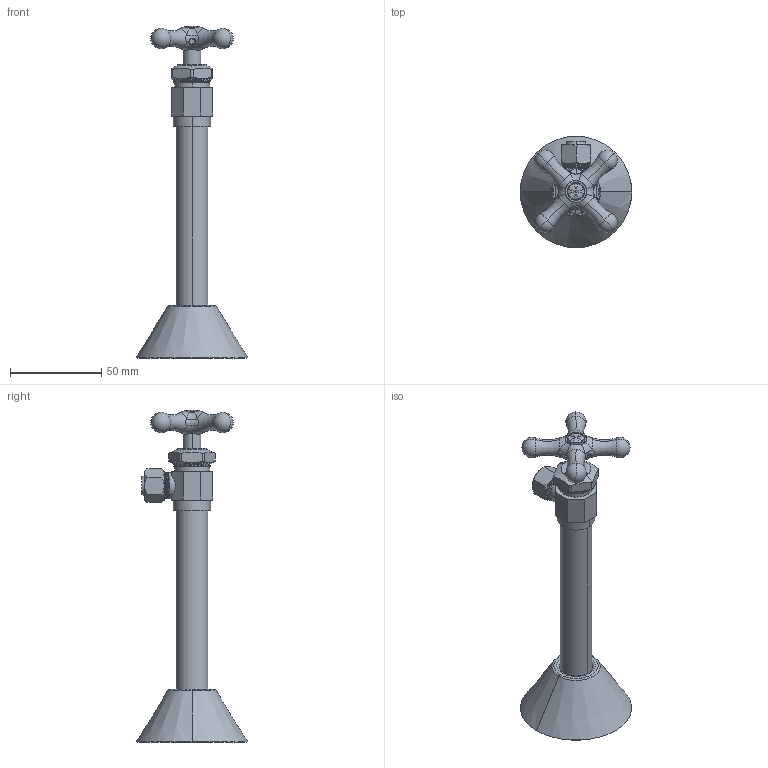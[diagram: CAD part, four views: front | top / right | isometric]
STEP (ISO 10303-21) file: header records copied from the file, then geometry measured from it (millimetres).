
FILE_DESCRIPTION((''),'2;1');
FILE_NAME('416X','2021-06-15T17:16:26',('NSantos'),(''),'CREO PARAMETRIC BY PTC INC, 2018500','CREO PARAMETRIC BY PTC INC, 2018500','');
FILE_SCHEMA(('CONFIG_CONTROL_DESIGN'));
Length unit declared in the file: inch
Products named in the file (1): 416X
Bounding box: 60.96 x 60.96 x 181.44 mm (x, y, z)
Volume: 33528.3 mm3; surface area: 60812.5 mm2
Topology: 4 solids, 12 shells, 721 faces, 2037 edges, 1334 vertices
Faces by surface type: cylinder 243, plane 186, bspline 151, cone 96, torus 26, sphere 18, extrusion 1
Entity records: 40295 total; most frequent: CARTESIAN_POINT 23642, ORIENTED_EDGE 3834, DIRECTION 2768, EDGE_CURVE 2019, VERTEX_POINT 1334, AXIS2_PLACEMENT_3D 1087, B_SPLINE_CURVE_WITH_KNOTS 910, EDGE_LOOP 772
